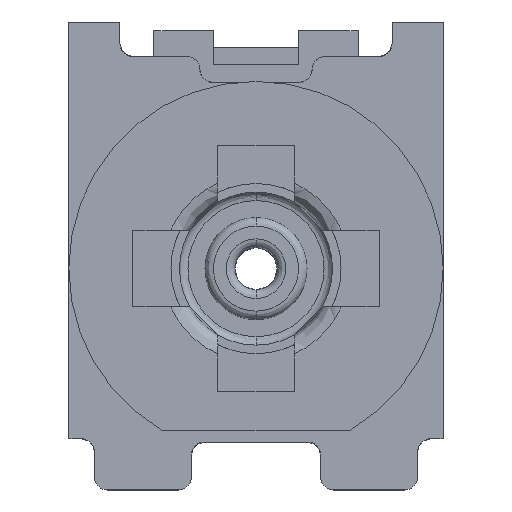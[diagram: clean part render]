
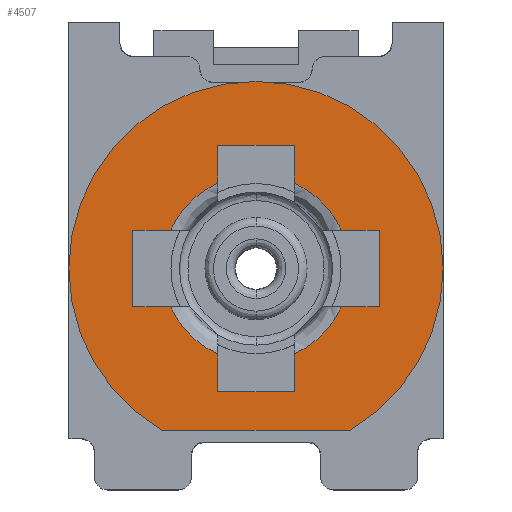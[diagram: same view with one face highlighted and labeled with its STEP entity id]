
A CAD part, top view. The second image highlights one B-rep face of the part: STEP entity #4507.
In plain terms, the highlighted free-form (B-spline) face has degree [1, 1] with [2, 2] control points.
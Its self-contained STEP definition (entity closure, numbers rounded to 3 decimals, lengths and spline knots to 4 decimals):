
#1099=DIRECTION('',(1.,0.,0.));
#1100=VECTOR('',#1099,0.2231);
#1101=CARTESIAN_POINT('',(-0.725,-0.3,1.0596));
#1102=LINE('',#1101,#1100);
#1103=CARTESIAN_POINT('',(0.,-0.075,1.0596));
#1104=DIRECTION('',(0.,0.,-1.));
#1105=DIRECTION('',(-0.409,-0.912,0.));
#1106=AXIS2_PLACEMENT_3D('',#1103,#1104,#1105);
#1108=DIRECTION('',(0.,1.,0.));
#1109=VECTOR('',#1108,0.2231);
#1110=CARTESIAN_POINT('',(-0.225,-0.8,1.0596));
#1111=LINE('',#1110,#1109);
#1112=DIRECTION('',(1.,0.,0.));
#1113=VECTOR('',#1112,0.45);
#1114=CARTESIAN_POINT('',(-0.225,-0.8,1.0596));
#1115=LINE('',#1114,#1113);
#1116=DIRECTION('',(0.,1.,0.));
#1117=VECTOR('',#1116,0.2231);
#1118=CARTESIAN_POINT('',(0.225,-0.8,1.0596));
#1119=LINE('',#1118,#1117);
#1120=CARTESIAN_POINT('',(0.,-0.075,1.0596));
#1121=DIRECTION('',(0.,0.,1.));
#1122=DIRECTION('',(0.409,-0.912,0.));
#1123=AXIS2_PLACEMENT_3D('',#1120,#1121,#1122);
#1125=DIRECTION('',(1.,0.,0.));
#1126=VECTOR('',#1125,0.2231);
#1127=CARTESIAN_POINT('',(0.5019,-0.3,1.0596));
#1128=LINE('',#1127,#1126);
#1129=DIRECTION('',(0.,1.,0.));
#1130=VECTOR('',#1129,0.45);
#1131=CARTESIAN_POINT('',(0.725,-0.3,1.0596));
#1132=LINE('',#1131,#1130);
#1133=DIRECTION('',(-1.,0.,0.));
#1134=VECTOR('',#1133,0.2231);
#1135=CARTESIAN_POINT('',(0.725,0.15,1.0596));
#1136=LINE('',#1135,#1134);
#1137=CARTESIAN_POINT('',(0.,-0.075,1.0596));
#1138=DIRECTION('',(0.,0.,1.));
#1139=DIRECTION('',(0.912,0.409,0.));
#1140=AXIS2_PLACEMENT_3D('',#1137,#1138,#1139);
#1142=DIRECTION('',(0.,1.,0.));
#1143=VECTOR('',#1142,0.2231);
#1144=CARTESIAN_POINT('',(0.225,0.4269,1.0596));
#1145=LINE('',#1144,#1143);
#1146=DIRECTION('',(-1.,0.,0.));
#1147=VECTOR('',#1146,0.45);
#1148=CARTESIAN_POINT('',(0.225,0.65,1.0596));
#1149=LINE('',#1148,#1147);
#1150=DIRECTION('',(0.,-1.,0.));
#1151=VECTOR('',#1150,0.2231);
#1152=CARTESIAN_POINT('',(-0.225,0.65,1.0596));
#1153=LINE('',#1152,#1151);
#1154=CARTESIAN_POINT('',(0.,-0.075,1.0596));
#1155=DIRECTION('',(0.,0.,-1.));
#1156=DIRECTION('',(-0.912,0.409,0.));
#1157=AXIS2_PLACEMENT_3D('',#1154,#1155,#1156);
#1159=DIRECTION('',(-1.,0.,0.));
#1160=VECTOR('',#1159,0.2231);
#1161=CARTESIAN_POINT('',(-0.5019,0.15,1.0596));
#1162=LINE('',#1161,#1160);
#1163=DIRECTION('',(0.,-1.,0.));
#1164=VECTOR('',#1163,0.45);
#1165=CARTESIAN_POINT('',(-0.725,0.15,1.0596));
#1166=LINE('',#1165,#1164);
#1167=DIRECTION('',(-1.,0.,0.));
#1168=VECTOR('',#1167,1.1091);
#1169=CARTESIAN_POINT('',(0.5545,-1.025,1.0596));
#1170=LINE('',#1169,#1168);
#1641=CARTESIAN_POINT('',(0.,-0.075,1.0596));
#1642=DIRECTION('',(0.,0.,1.));
#1643=DIRECTION('',(0.504,-0.864,0.));
#1644=AXIS2_PLACEMENT_3D('',#1641,#1642,#1643);
#2092=CARTESIAN_POINT('',(-0.725,-0.3,1.0596));
#2093=CARTESIAN_POINT('',(-0.5019,-0.3,1.0596));
#2094=VERTEX_POINT('',#2092);
#2095=VERTEX_POINT('',#2093);
#2096=CARTESIAN_POINT('',(-0.225,-0.8,1.0596));
#2097=CARTESIAN_POINT('',(-0.225,-0.5769,1.0596));
#2098=VERTEX_POINT('',#2096);
#2099=VERTEX_POINT('',#2097);
#2100=CARTESIAN_POINT('',(0.225,-0.8,1.0596));
#2101=CARTESIAN_POINT('',(0.225,-0.5769,1.0596));
#2102=VERTEX_POINT('',#2100);
#2103=VERTEX_POINT('',#2101);
#2104=CARTESIAN_POINT('',(0.5019,-0.3,1.0596));
#2105=CARTESIAN_POINT('',(0.725,-0.3,1.0596));
#2106=VERTEX_POINT('',#2104);
#2107=VERTEX_POINT('',#2105);
#2108=CARTESIAN_POINT('',(0.725,0.15,1.0596));
#2109=VERTEX_POINT('',#2108);
#2110=CARTESIAN_POINT('',(0.5019,0.15,1.0596));
#2111=VERTEX_POINT('',#2110);
#2112=CARTESIAN_POINT('',(0.225,0.4269,1.0596));
#2113=CARTESIAN_POINT('',(0.225,0.65,1.0596));
#2114=VERTEX_POINT('',#2112);
#2115=VERTEX_POINT('',#2113);
#2116=CARTESIAN_POINT('',(-0.225,0.65,1.0596));
#2117=VERTEX_POINT('',#2116);
#2118=CARTESIAN_POINT('',(-0.225,0.4269,1.0596));
#2119=VERTEX_POINT('',#2118);
#2120=CARTESIAN_POINT('',(-0.5019,0.15,1.0596));
#2121=CARTESIAN_POINT('',(-0.725,0.15,1.0596));
#2122=VERTEX_POINT('',#2120);
#2123=VERTEX_POINT('',#2121);
#2184=CARTESIAN_POINT('',(0.5545,-1.025,1.0596));
#2185=CARTESIAN_POINT('',(-0.5545,-1.025,1.0596));
#2186=VERTEX_POINT('',#2184);
#2187=VERTEX_POINT('',#2185);
#4464=CARTESIAN_POINT('',(-1.1446,-1.066,1.0596));
#4465=CARTESIAN_POINT('',(-1.1446,1.066,1.0596));
#4466=CARTESIAN_POINT('',(1.1446,-1.066,1.0596));
#4467=CARTESIAN_POINT('',(1.1446,1.066,1.0596));
#4468=B_SPLINE_SURFACE_WITH_KNOTS('',1,1,((#4464,#4465),(#4466,#4467)),
.UNSPECIFIED.,.F.,.F.,.F.,(2,2),(2,2),(-1.1446,1.1446),(
-0.991,1.141),.UNSPECIFIED.);
#4470=ORIENTED_EDGE('',*,*,#4469,.T.);
#4472=ORIENTED_EDGE('',*,*,#4471,.F.);
#4473=EDGE_LOOP('',(#4470,#4472));
#4474=FACE_OUTER_BOUND('',#4473,.F.);
#4475=ORIENTED_EDGE('',*,*,#4398,.T.);
#4477=ORIENTED_EDGE('',*,*,#4476,.F.);
#4479=ORIENTED_EDGE('',*,*,#4478,.F.);
#4481=ORIENTED_EDGE('',*,*,#4480,.T.);
#4483=ORIENTED_EDGE('',*,*,#4482,.T.);
#4485=ORIENTED_EDGE('',*,*,#4484,.T.);
#4487=ORIENTED_EDGE('',*,*,#4486,.T.);
#4489=ORIENTED_EDGE('',*,*,#4488,.T.);
#4491=ORIENTED_EDGE('',*,*,#4490,.T.);
#4493=ORIENTED_EDGE('',*,*,#4492,.T.);
#4495=ORIENTED_EDGE('',*,*,#4494,.T.);
#4497=ORIENTED_EDGE('',*,*,#4496,.T.);
#4499=ORIENTED_EDGE('',*,*,#4498,.T.);
#4501=ORIENTED_EDGE('',*,*,#4500,.F.);
#4503=ORIENTED_EDGE('',*,*,#4502,.T.);
#4504=ORIENTED_EDGE('',*,*,#4457,.T.);
#4505=EDGE_LOOP('',(#4475,#4477,#4479,#4481,#4483,#4485,#4487,#4489,#4491,#4493,
#4495,#4497,#4499,#4501,#4503,#4504));
#4506=FACE_BOUND('',#4505,.F.);
#4507=ADVANCED_FACE('',(#4474,#4506),#4468,.T.);
#1107=CIRCLE('',#1106,0.55);
#1124=CIRCLE('',#1123,0.55);
#1141=CIRCLE('',#1140,0.55);
#1158=CIRCLE('',#1157,0.55);
#1645=CIRCLE('',#1644,1.1);
#4398=EDGE_CURVE('',#2094,#2095,#1102,.T.);
#4457=EDGE_CURVE('',#2123,#2094,#1166,.T.);
#4469=EDGE_CURVE('',#2186,#2187,#1170,.T.);
#4471=EDGE_CURVE('',#2186,#2187,#1645,.T.);
#4476=EDGE_CURVE('',#2099,#2095,#1107,.T.);
#4478=EDGE_CURVE('',#2098,#2099,#1111,.T.);
#4480=EDGE_CURVE('',#2098,#2102,#1115,.T.);
#4482=EDGE_CURVE('',#2102,#2103,#1119,.T.);
#4484=EDGE_CURVE('',#2103,#2106,#1124,.T.);
#4486=EDGE_CURVE('',#2106,#2107,#1128,.T.);
#4488=EDGE_CURVE('',#2107,#2109,#1132,.T.);
#4490=EDGE_CURVE('',#2109,#2111,#1136,.T.);
#4492=EDGE_CURVE('',#2111,#2114,#1141,.T.);
#4494=EDGE_CURVE('',#2114,#2115,#1145,.T.);
#4496=EDGE_CURVE('',#2115,#2117,#1149,.T.);
#4498=EDGE_CURVE('',#2117,#2119,#1153,.T.);
#4500=EDGE_CURVE('',#2122,#2119,#1158,.T.);
#4502=EDGE_CURVE('',#2122,#2123,#1162,.T.);
